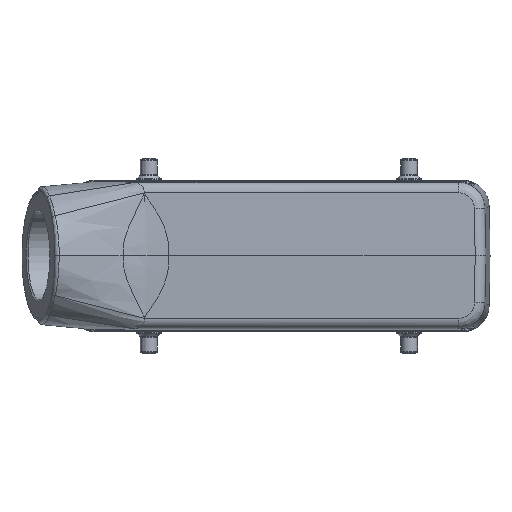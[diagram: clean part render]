
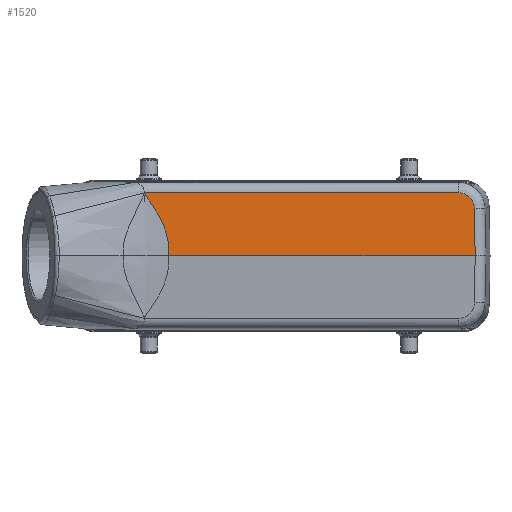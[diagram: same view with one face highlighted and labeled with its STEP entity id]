
A CAD part, top view. The second image highlights one B-rep face of the part: STEP entity #1520.
In plain terms, the highlighted planar face has unit normal (0, 0.018, 1).
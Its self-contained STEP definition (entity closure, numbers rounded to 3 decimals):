
#1179=FACE_OUTER_BOUND('',#2387,.T.);
#1520=ADVANCED_FACE('',(#1179),#1910,.F.);
#1910=PLANE('',#10208);
#2387=EDGE_LOOP('',(#3151,#3152,#3153,#3154,#3155));
#2838=ELLIPSE('',#10207,4.504,4.5);
#3151=ORIENTED_EDGE('',*,*,#5464,.T.);
#3152=ORIENTED_EDGE('',*,*,#5465,.T.);
#3153=ORIENTED_EDGE('',*,*,#5466,.F.);
#3154=ORIENTED_EDGE('',*,*,#5467,.T.);
#3155=ORIENTED_EDGE('',*,*,#5468,.T.);
#4897=VERTEX_POINT('',#14764);
#4898=VERTEX_POINT('',#14765);
#4899=VERTEX_POINT('',#14852);
#4900=VERTEX_POINT('',#14854);
#4901=VERTEX_POINT('',#14856);
#5464=EDGE_CURVE('',#4897,#4898,#8124,.T.);
#5465=EDGE_CURVE('',#4898,#4899,#6498,.T.);
#5466=EDGE_CURVE('',#4900,#4899,#8125,.T.);
#5467=EDGE_CURVE('',#4900,#4901,#8126,.T.);
#5468=EDGE_CURVE('',#4901,#4897,#2838,.T.);
#6498=B_SPLINE_CURVE_WITH_KNOTS('',3,(#14766,#14767,#14768,#14769,#14770,
#14771,#14772,#14773,#14774,#14775,#14776,#14777,#14778,#14779,#14780,#14781,
#14782,#14783,#14784,#14785,#14786,#14787,#14788,#14789,#14790,#14791,#14792,
#14793,#14794,#14795,#14796,#14797,#14798,#14799,#14800,#14801,#14802,#14803,
#14804,#14805,#14806,#14807,#14808,#14809,#14810,#14811,#14812,#14813,#14814,
#14815,#14816,#14817,#14818,#14819,#14820,#14821,#14822,#14823,#14824,#14825,
#14826,#14827,#14828,#14829,#14830,#14831,#14832,#14833,#14834,#14835,#14836,
#14837,#14838,#14839,#14840,#14841,#14842,#14843,#14844,#14845,#14846,#14847,
#14848,#14849,#14850,#14851),.UNSPECIFIED.,.F.,.F.,(4,2,2,2,2,1,1,1,1,2,
2,1,1,2,2,2,2,1,1,2,2,1,1,2,2,2,1,1,2,2,1,1,2,2,2,2,2,1,1,1,2,2,2,2,1,1,
2,2,1,1,1,2,2,4),(0.,0.031,0.047,0.063,
0.078,0.094,0.109,0.117,
0.121,0.123,0.125,0.141,
0.148,0.152,0.156,0.172,
0.188,0.203,0.211,0.215,
0.219,0.234,0.242,0.246,0.25,
0.313,0.344,0.359,0.367,
0.375,0.391,0.398,0.402,
0.406,0.422,0.438,0.5,
0.531,0.547,0.555,0.559,
0.563,0.594,0.625,0.688,
0.719,0.734,0.75,0.813,
0.844,0.859,0.867,0.875,
1.),.UNSPECIFIED.);
#8124=LINE('',#14763,#8692);
#8125=LINE('',#14853,#8693);
#8126=LINE('',#14855,#8694);
#8692=VECTOR('',#11123,1.);
#8693=VECTOR('',#11124,1.);
#8694=VECTOR('',#11125,1.);
#10207=AXIS2_PLACEMENT_3D('',#14857,#11126,#11127);
#10208=AXIS2_PLACEMENT_3D('',#14858,#11128,#11129);
#11123=DIRECTION('',(-1.,0.,0.));
#11124=DIRECTION('',(-1.,0.,0.));
#11125=DIRECTION('',(-0.017,1.,-0.017));
#11126=DIRECTION('',(0.,0.017,1.));
#11127=DIRECTION('',(0.622,0.783,-0.014));
#11128=DIRECTION('',(0.,-0.017,-1.));
#11129=DIRECTION('',(0.,-1.,0.017));
#14763=CARTESIAN_POINT('',(0.,17.852,53.038));
#14764=CARTESIAN_POINT('',(51.056,17.852,53.038));
#14765=CARTESIAN_POINT('',(-38.231,17.847,53.041));
#14766=CARTESIAN_POINT('',(-38.162,17.852,53.038));
#14767=CARTESIAN_POINT('',(-38.156,17.676,53.041));
#14768=CARTESIAN_POINT('',(-38.106,17.49,53.045));
#14769=CARTESIAN_POINT('',(-37.969,17.2,53.05));
#14770=CARTESIAN_POINT('',(-37.933,17.139,53.051));
#14771=CARTESIAN_POINT('',(-37.832,16.974,53.054));
#14772=CARTESIAN_POINT('',(-37.77,16.88,53.055));
#14773=CARTESIAN_POINT('',(-37.622,16.667,53.059));
#14774=CARTESIAN_POINT('',(-37.539,16.553,53.061));
#14775=CARTESIAN_POINT('',(-37.409,16.37,53.064));
#14776=CARTESIAN_POINT('',(-37.28,16.187,53.067));
#14777=CARTESIAN_POINT('',(-37.123,15.955,53.072));
#14778=CARTESIAN_POINT('',(-37.014,15.791,53.074));
#14779=CARTESIAN_POINT('',(-36.96,15.709,53.076));
#14780=CARTESIAN_POINT('',(-36.937,15.674,53.076));
#14781=CARTESIAN_POINT('',(-36.922,15.651,53.077));
#14782=CARTESIAN_POINT('',(-36.907,15.627,53.077));
#14783=CARTESIAN_POINT('',(-36.905,15.625,53.077));
#14784=CARTESIAN_POINT('',(-36.853,15.555,53.078));
#14785=CARTESIAN_POINT('',(-36.702,15.353,53.082));
#14786=CARTESIAN_POINT('',(-36.619,15.241,53.084));
#14787=CARTESIAN_POINT('',(-36.559,15.161,53.085));
#14788=CARTESIAN_POINT('',(-36.513,15.101,53.086));
#14789=CARTESIAN_POINT('',(-36.409,14.961,53.089));
#14790=CARTESIAN_POINT('',(-36.335,14.859,53.091));
#14791=CARTESIAN_POINT('',(-36.205,14.674,53.094));
#14792=CARTESIAN_POINT('',(-36.16,14.608,53.095));
#14793=CARTESIAN_POINT('',(-36.046,14.427,53.098));
#14794=CARTESIAN_POINT('',(-35.962,14.289,53.101));
#14795=CARTESIAN_POINT('',(-35.869,14.126,53.103));
#14796=CARTESIAN_POINT('',(-35.83,14.056,53.105));
#14797=CARTESIAN_POINT('',(-35.805,14.009,53.105));
#14798=CARTESIAN_POINT('',(-35.785,13.971,53.106));
#14799=CARTESIAN_POINT('',(-35.758,13.922,53.107));
#14800=CARTESIAN_POINT('',(-35.699,13.823,53.109));
#14801=CARTESIAN_POINT('',(-35.582,13.638,53.112));
#14802=CARTESIAN_POINT('',(-35.522,13.543,53.114));
#14803=CARTESIAN_POINT('',(-35.479,13.477,53.115));
#14804=CARTESIAN_POINT('',(-35.448,13.429,53.116));
#14805=CARTESIAN_POINT('',(-35.192,13.033,53.123));
#14806=CARTESIAN_POINT('',(-34.948,12.664,53.129));
#14807=CARTESIAN_POINT('',(-34.572,12.11,53.139));
#14808=CARTESIAN_POINT('',(-34.394,11.833,53.143));
#14809=CARTESIAN_POINT('',(-34.204,11.508,53.149));
#14810=CARTESIAN_POINT('',(-34.127,11.369,53.152));
#14811=CARTESIAN_POINT('',(-34.076,11.276,53.153));
#14812=CARTESIAN_POINT('',(-34.043,11.214,53.154));
#14813=CARTESIAN_POINT('',(-33.994,11.121,53.156));
#14814=CARTESIAN_POINT('',(-33.936,11.005,53.158));
#14815=CARTESIAN_POINT('',(-33.853,10.829,53.161));
#14816=CARTESIAN_POINT('',(-33.814,10.745,53.162));
#14817=CARTESIAN_POINT('',(-33.787,10.687,53.163));
#14818=CARTESIAN_POINT('',(-33.769,10.646,53.164));
#14819=CARTESIAN_POINT('',(-33.724,10.547,53.166));
#14820=CARTESIAN_POINT('',(-33.684,10.461,53.167));
#14821=CARTESIAN_POINT('',(-33.597,10.276,53.171));
#14822=CARTESIAN_POINT('',(-33.543,10.162,53.173));
#14823=CARTESIAN_POINT('',(-33.319,9.698,53.181));
#14824=CARTESIAN_POINT('',(-33.142,9.329,53.187));
#14825=CARTESIAN_POINT('',(-32.871,8.768,53.197));
#14826=CARTESIAN_POINT('',(-32.745,8.489,53.202));
#14827=CARTESIAN_POINT('',(-32.613,8.164,53.207));
#14828=CARTESIAN_POINT('',(-32.55,8.002,53.21));
#14829=CARTESIAN_POINT('',(-32.524,7.932,53.212));
#14830=CARTESIAN_POINT('',(-32.507,7.886,53.212));
#14831=CARTESIAN_POINT('',(-32.495,7.852,53.213));
#14832=CARTESIAN_POINT('',(-32.457,7.746,53.215));
#14833=CARTESIAN_POINT('',(-32.412,7.607,53.217));
#14834=CARTESIAN_POINT('',(-32.301,7.234,53.224));
#14835=CARTESIAN_POINT('',(-32.232,6.988,53.228));
#14836=CARTESIAN_POINT('',(-32.012,6.191,53.242));
#14837=CARTESIAN_POINT('',(-31.833,5.513,53.254));
#14838=CARTESIAN_POINT('',(-31.693,4.93,53.264));
#14839=CARTESIAN_POINT('',(-31.648,4.725,53.268));
#14840=CARTESIAN_POINT('',(-31.621,4.598,53.27));
#14841=CARTESIAN_POINT('',(-31.612,4.553,53.271));
#14842=CARTESIAN_POINT('',(-31.55,4.221,53.276));
#14843=CARTESIAN_POINT('',(-31.483,3.742,53.285));
#14844=CARTESIAN_POINT('',(-31.42,3.04,53.297));
#14845=CARTESIAN_POINT('',(-31.392,2.655,53.304));
#14846=CARTESIAN_POINT('',(-31.381,2.481,53.307));
#14847=CARTESIAN_POINT('',(-31.374,2.364,53.309));
#14848=CARTESIAN_POINT('',(-31.369,2.293,53.31));
#14849=CARTESIAN_POINT('',(-31.322,1.476,53.324));
#14850=CARTESIAN_POINT('',(-31.314,0.728,53.337));
#14851=CARTESIAN_POINT('',(-31.343,0.,53.35));
#14852=CARTESIAN_POINT('',(-31.343,0.,53.35));
#14853=CARTESIAN_POINT('',(0.,0.,53.35));
#14854=CARTESIAN_POINT('',(55.782,0.,53.35));
#14855=CARTESIAN_POINT('',(55.555,13.337,53.117));
#14856=CARTESIAN_POINT('',(55.554,13.431,53.116));
#14857=CARTESIAN_POINT('',(51.053,13.35,53.117));
#14858=CARTESIAN_POINT('',(0.,0.,53.35));
